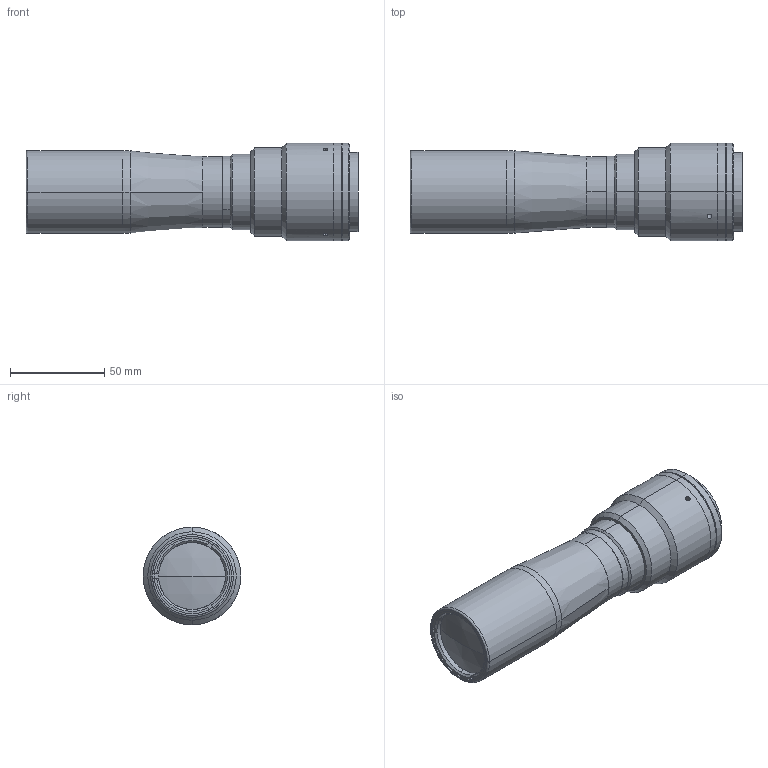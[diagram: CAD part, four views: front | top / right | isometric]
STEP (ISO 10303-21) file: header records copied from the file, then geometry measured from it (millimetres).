
FILE_DESCRIPTION (( 'STEP AP214' ), '1' );
FILE_NAME ('TC2M024HR-M42.STEP', '2014-05-27T08:44:32', ( 'piermario' ), ( '' ), 'SwSTEP 2.0', 'SolidWorks 2013', '' );
FILE_SCHEMA (( 'AUTOMOTIVE_DESIGN' ));
Length unit declared in the file: millimetre
Products named in the file (1): TC2M024HR-M42
Bounding box: 176.42 x 52 x 52 mm (x, y, z)
Surface area: 38829.7 mm2 (no closed solid volume)
Topology: 0 solids, 10 shells, 80 faces, 207 edges, 140 vertices
Faces by surface type: cylinder 32, plane 26, cone 16, torus 4, sphere 2
Entity records: 3591 total; most frequent: CARTESIAN_POINT 674, DIRECTION 471, ORIENTED_EDGE 344, EDGE_CURVE 207, AXIS2_PLACEMENT_3D 201, VERTEX_POINT 140, CIRCLE 120, EDGE_LOOP 101
